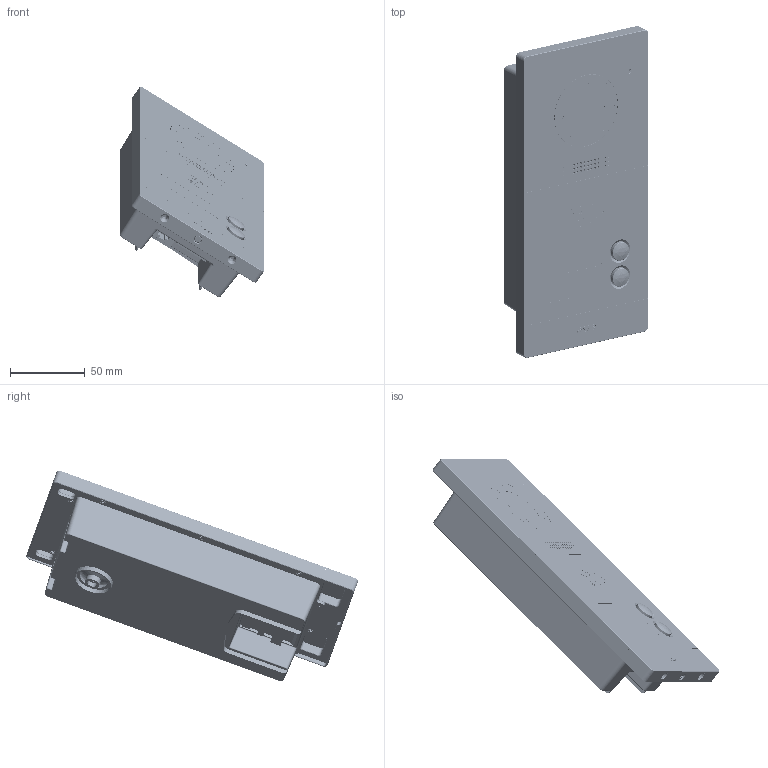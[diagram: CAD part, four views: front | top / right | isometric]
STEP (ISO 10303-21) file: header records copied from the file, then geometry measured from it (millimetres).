
FILE_DESCRIPTION(('CATIA V5 STEP Exchange'),'2;1');
FILE_NAME('VI2F-PE2.stp','2024-03-21T07:37:11+00:00',('none'),('none'),'CATIA Version 5-6 Release 2016 SP6','CATIA V5 STEP AP203','none');
FILE_SCHEMA(('CONFIG_CONTROL_DESIGN'));
Products named in the file (1): VI2F-PE2
Assembly tree (2 placements, depth 2):
  VI2F-PE2
    #57
    #101
Bounding box: 96.72 x 222.5 x 140.95 mm (x, y, z)
Volume: 265135.6 mm3; surface area: 265543 mm2
Topology: 65 solids, 65 shells, 4659 faces, 12148 edges, 7797 vertices
Faces by surface type: plane 1824, cylinder 1532, cone 497, torus 346, bspline 288, extrusion 124, sphere 48
Entity records: 208376 total; most frequent: CARTESIAN_POINT 101467, ORIENTED_EDGE 24244, DIRECTION 17460, EDGE_CURVE 12122, VERTEX_POINT 7795, AXIS2_PLACEMENT_3D 6891, VECTOR 6337, LINE 6213
